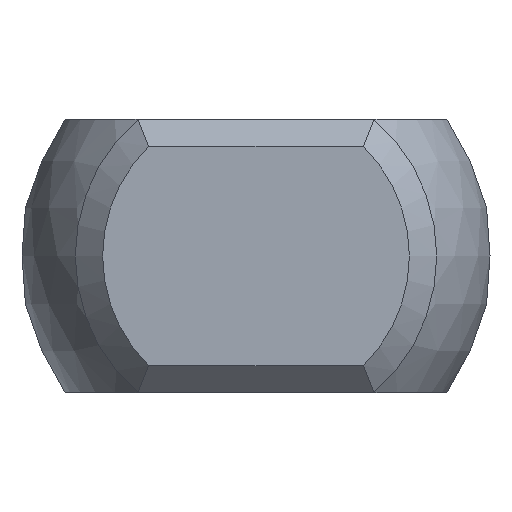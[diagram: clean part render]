
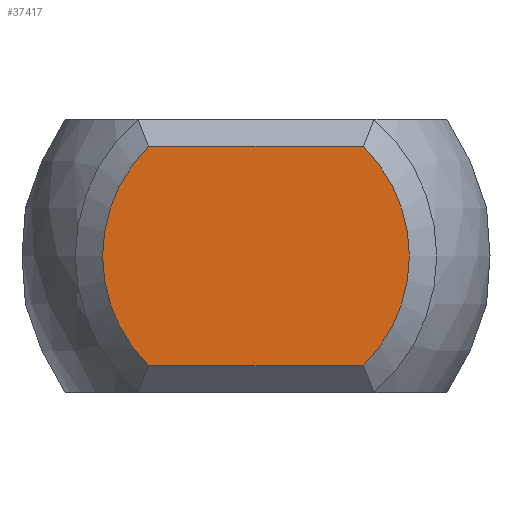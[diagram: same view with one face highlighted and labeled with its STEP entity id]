
A CAD part, left-side view. The second image highlights one B-rep face of the part: STEP entity #37417.
In plain terms, the highlighted planar face has unit normal (-1, 0, 0).
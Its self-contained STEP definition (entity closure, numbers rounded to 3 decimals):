
#35810 = PLANE('',#35811);
#35811 = AXIS2_PLACEMENT_3D('',#35812,#35813,#35814);
#35812 = CARTESIAN_POINT('',(-24.75,3.125,2.25));
#35813 = DIRECTION('',(-0.707,0.,0.707));
#35814 = DIRECTION('',(0.707,0.,0.707));
#37061 = EDGE_CURVE('',#37062,#37064,#37066,.T.);
#37062 = VERTEX_POINT('',#37063);
#37063 = CARTESIAN_POINT('',(-25.,-1.96,-2.));
#37064 = VERTEX_POINT('',#37065);
#37065 = CARTESIAN_POINT('',(-25.,1.96,-2.));
#37066 = SURFACE_CURVE('',#37067,(#37071,#37083),.PCURVE_S1.);
#37067 = LINE('',#37068,#37069);
#37068 = CARTESIAN_POINT('',(-25.,-3.125,-2.));
#37069 = VECTOR('',#37070,1.);
#37070 = DIRECTION('',(0.,1.,0.));
#37071 = PCURVE('',#37072,#37077);
#37072 = PLANE('',#37073);
#37073 = AXIS2_PLACEMENT_3D('',#37074,#37075,#37076);
#37074 = CARTESIAN_POINT('',(-24.75,-3.125,-2.25));
#37075 = DIRECTION('',(-0.707,0.,
    -0.707));
#37076 = DIRECTION('',(-0.707,0.,0.707));
#37077 = DEFINITIONAL_REPRESENTATION('',(#37078),#37082);
#37078 = LINE('',#37079,#37080);
#37079 = CARTESIAN_POINT('',(0.354,0.));
#37080 = VECTOR('',#37081,1.);
#37081 = DIRECTION('',(0.,1.));
#37082 = ( GEOMETRIC_REPRESENTATION_CONTEXT(2) 
PARAMETRIC_REPRESENTATION_CONTEXT() REPRESENTATION_CONTEXT('2D SPACE',''
  ) );
#37083 = PCURVE('',#37084,#37089);
#37084 = PLANE('',#37085);
#37085 = AXIS2_PLACEMENT_3D('',#37086,#37087,#37088);
#37086 = CARTESIAN_POINT('',(-25.,0.,0.));
#37087 = DIRECTION('',(1.,0.,0.));
#37088 = DIRECTION('',(0.,0.,-1.));
#37089 = DEFINITIONAL_REPRESENTATION('',(#37090),#37094);
#37090 = LINE('',#37091,#37092);
#37091 = CARTESIAN_POINT('',(2.,-3.125));
#37092 = VECTOR('',#37093,1.);
#37093 = DIRECTION('',(0.,1.));
#37094 = ( GEOMETRIC_REPRESENTATION_CONTEXT(2) 
PARAMETRIC_REPRESENTATION_CONTEXT() REPRESENTATION_CONTEXT('2D SPACE',''
  ) );
#37114 = CONICAL_SURFACE('',#37115,3.05,0.785);
#37115 = AXIS2_PLACEMENT_3D('',#37116,#37117,#37118);
#37116 = CARTESIAN_POINT('',(-24.75,0.,0.));
#37117 = DIRECTION('',(1.,0.,0.));
#37118 = DIRECTION('',(-0.,1.,0.));
#37164 = CONICAL_SURFACE('',#37165,3.05,0.785);
#37165 = AXIS2_PLACEMENT_3D('',#37166,#37167,#37168);
#37166 = CARTESIAN_POINT('',(-24.75,0.,0.));
#37167 = DIRECTION('',(1.,0.,0.));
#37168 = DIRECTION('',(0.,-1.,0.));
#37178 = EDGE_CURVE('',#37179,#37181,#37183,.T.);
#37179 = VERTEX_POINT('',#37180);
#37180 = CARTESIAN_POINT('',(-25.,1.96,2.));
#37181 = VERTEX_POINT('',#37182);
#37182 = CARTESIAN_POINT('',(-25.,-1.96,2.));
#37183 = SURFACE_CURVE('',#37184,(#37188,#37195),.PCURVE_S1.);
#37184 = LINE('',#37185,#37186);
#37185 = CARTESIAN_POINT('',(-25.,3.125,2.));
#37186 = VECTOR('',#37187,1.);
#37187 = DIRECTION('',(0.,-1.,0.));
#37188 = PCURVE('',#35810,#37189);
#37189 = DEFINITIONAL_REPRESENTATION('',(#37190),#37194);
#37190 = LINE('',#37191,#37192);
#37191 = CARTESIAN_POINT('',(-0.354,0.));
#37192 = VECTOR('',#37193,1.);
#37193 = DIRECTION('',(0.,-1.));
#37194 = ( GEOMETRIC_REPRESENTATION_CONTEXT(2) 
PARAMETRIC_REPRESENTATION_CONTEXT() REPRESENTATION_CONTEXT('2D SPACE',''
  ) );
#37195 = PCURVE('',#37084,#37196);
#37196 = DEFINITIONAL_REPRESENTATION('',(#37197),#37201);
#37197 = LINE('',#37198,#37199);
#37198 = CARTESIAN_POINT('',(-2.,3.125));
#37199 = VECTOR('',#37200,1.);
#37200 = DIRECTION('',(0.,-1.));
#37201 = ( GEOMETRIC_REPRESENTATION_CONTEXT(2) 
PARAMETRIC_REPRESENTATION_CONTEXT() REPRESENTATION_CONTEXT('2D SPACE',''
  ) );
#37274 = EDGE_CURVE('',#37181,#37062,#37275,.T.);
#37275 = SURFACE_CURVE('',#37276,(#37281,#37288),.PCURVE_S1.);
#37276 = CIRCLE('',#37277,2.8);
#37277 = AXIS2_PLACEMENT_3D('',#37278,#37279,#37280);
#37278 = CARTESIAN_POINT('',(-25.,0.,0.));
#37279 = DIRECTION('',(1.,0.,0.));
#37280 = DIRECTION('',(0.,-1.,0.));
#37281 = PCURVE('',#37164,#37282);
#37282 = DEFINITIONAL_REPRESENTATION('',(#37283),#37287);
#37283 = LINE('',#37284,#37285);
#37284 = CARTESIAN_POINT('',(-6.283,-0.25));
#37285 = VECTOR('',#37286,1.);
#37286 = DIRECTION('',(1.,0.));
#37287 = ( GEOMETRIC_REPRESENTATION_CONTEXT(2) 
PARAMETRIC_REPRESENTATION_CONTEXT() REPRESENTATION_CONTEXT('2D SPACE',''
  ) );
#37288 = PCURVE('',#37084,#37289);
#37289 = DEFINITIONAL_REPRESENTATION('',(#37290),#37294);
#37290 = CIRCLE('',#37291,2.8);
#37291 = AXIS2_PLACEMENT_2D('',#37292,#37293);
#37292 = CARTESIAN_POINT('',(0.,0.));
#37293 = DIRECTION('',(0.,-1.));
#37294 = ( GEOMETRIC_REPRESENTATION_CONTEXT(2) 
PARAMETRIC_REPRESENTATION_CONTEXT() REPRESENTATION_CONTEXT('2D SPACE',''
  ) );
#37300 = EDGE_CURVE('',#37064,#37179,#37301,.T.);
#37301 = SURFACE_CURVE('',#37302,(#37307,#37314),.PCURVE_S1.);
#37302 = CIRCLE('',#37303,2.8);
#37303 = AXIS2_PLACEMENT_3D('',#37304,#37305,#37306);
#37304 = CARTESIAN_POINT('',(-25.,0.,0.));
#37305 = DIRECTION('',(1.,0.,0.));
#37306 = DIRECTION('',(-0.,1.,0.));
#37307 = PCURVE('',#37114,#37308);
#37308 = DEFINITIONAL_REPRESENTATION('',(#37309),#37313);
#37309 = LINE('',#37310,#37311);
#37310 = CARTESIAN_POINT('',(0.,-0.25));
#37311 = VECTOR('',#37312,1.);
#37312 = DIRECTION('',(1.,0.));
#37313 = ( GEOMETRIC_REPRESENTATION_CONTEXT(2) 
PARAMETRIC_REPRESENTATION_CONTEXT() REPRESENTATION_CONTEXT('2D SPACE',''
  ) );
#37314 = PCURVE('',#37084,#37315);
#37315 = DEFINITIONAL_REPRESENTATION('',(#37316),#37320);
#37316 = CIRCLE('',#37317,2.8);
#37317 = AXIS2_PLACEMENT_2D('',#37318,#37319);
#37318 = CARTESIAN_POINT('',(0.,0.));
#37319 = DIRECTION('',(0.,1.));
#37320 = ( GEOMETRIC_REPRESENTATION_CONTEXT(2) 
PARAMETRIC_REPRESENTATION_CONTEXT() REPRESENTATION_CONTEXT('2D SPACE',''
  ) );
#37417 = ADVANCED_FACE('',(#37418),#37084,.F.);
#37418 = FACE_BOUND('',#37419,.T.);
#37419 = EDGE_LOOP('',(#37420,#37421,#37422,#37423));
#37420 = ORIENTED_EDGE('',*,*,#37178,.F.);
#37421 = ORIENTED_EDGE('',*,*,#37300,.F.);
#37422 = ORIENTED_EDGE('',*,*,#37061,.F.);
#37423 = ORIENTED_EDGE('',*,*,#37274,.F.);
